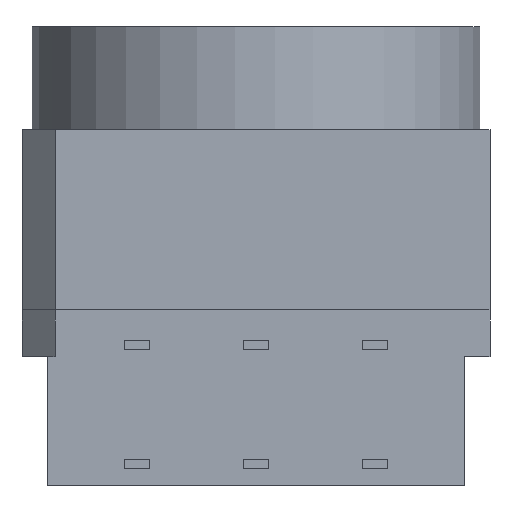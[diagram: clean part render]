
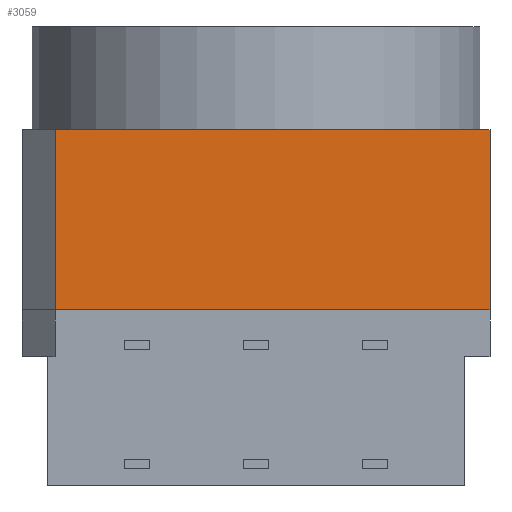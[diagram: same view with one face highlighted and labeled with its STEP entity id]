
A CAD part, left-side view. The second image highlights one B-rep face of the part: STEP entity #3059.
In plain terms, the highlighted planar face has unit normal (-1, 0, 0).
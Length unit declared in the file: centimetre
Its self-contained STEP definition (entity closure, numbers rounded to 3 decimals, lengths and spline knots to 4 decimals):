
#205=LINE('',#3977,#543);
#227=LINE('',#4027,#565);
#228=LINE('',#4028,#566);
#229=LINE('',#4029,#567);
#543=VECTOR('',#3385,1.);
#565=VECTOR('',#3427,1.);
#566=VECTOR('',#3428,1.);
#567=VECTOR('',#3429,1.);
#892=FACE_OUTER_BOUND('',#1070,.T.);
#1070=EDGE_LOOP('',(#2055,#2056,#2057,#2058));
#1265=VERTEX_POINT('',#3974);
#1266=VERTEX_POINT('',#3976);
#1283=VERTEX_POINT('',#4025);
#1284=VERTEX_POINT('',#4026);
#1567=EDGE_CURVE('',#1265,#1266,#205,.T.);
#1591=EDGE_CURVE('',#1283,#1284,#227,.T.);
#1592=EDGE_CURVE('',#1284,#1266,#228,.T.);
#1593=EDGE_CURVE('',#1265,#1283,#229,.T.);
#2055=ORIENTED_EDGE('',*,*,#1591,.T.);
#2056=ORIENTED_EDGE('',*,*,#1592,.T.);
#2057=ORIENTED_EDGE('',*,*,#1567,.F.);
#2058=ORIENTED_EDGE('',*,*,#1593,.T.);
#2937=PLANE('',#3257);
#3059=ADVANCED_FACE('',(#892),#2937,.T.);
#3257=AXIS2_PLACEMENT_3D('',#4024,#3425,#3426);
#3385=DIRECTION('',(0.,0.,-1.));
#3425=DIRECTION('center_axis',(-1.,0.,0.));
#3426=DIRECTION('ref_axis',(0.,0.,
1.));
#3427=DIRECTION('',(0.,0.,-1.));
#3428=DIRECTION('',(0.,-1.,0.));
#3429=DIRECTION('',(0.,1.,0.));
#3974=CARTESIAN_POINT('',(-0.5,-0.5,0.1925));
#3976=CARTESIAN_POINT('',(-0.5,-0.5,-0.1925));
#3977=CARTESIAN_POINT('',(-0.5,-0.5,0.));
#4024=CARTESIAN_POINT('Origin',(-0.5,-0.5,0.));
#4025=CARTESIAN_POINT('',(-0.5,0.4293,0.1925));
#4026=CARTESIAN_POINT('',(-0.5,0.4293,-0.1925));
#4027=CARTESIAN_POINT('',(-0.5,0.4293,0.0963));
#4028=CARTESIAN_POINT('',(-0.5,0.5,-0.1925));
#4029=CARTESIAN_POINT('',(-0.5,0.5,0.1925));
